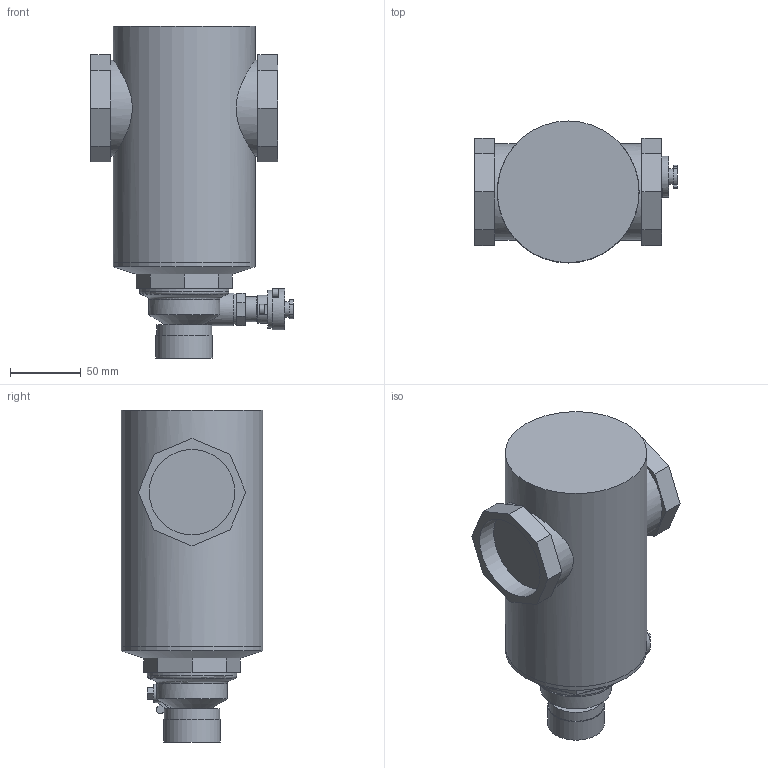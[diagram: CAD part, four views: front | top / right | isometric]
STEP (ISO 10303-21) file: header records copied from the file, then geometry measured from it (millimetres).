
FILE_DESCRIPTION(/* description */ (''),/* implementation_level */ '2;1');
FILE_NAME(/* name */ '3d_ExdirtD2M-9256650.stp',/* time_stamp */ '2020-07-23T08:19:21+02:00',/* author */ ('Andrzej'),/* organization */ (''),/* preprocessor_version */ 'ST-DEVELOPER v16.13',/* originating_system */ 'AutoCAD Mechanical',/* authorisation */ '');
FILE_SCHEMA (('AUTOMOTIVE_DESIGN { 1 0 10303 214 3 1 1 }'));
Length unit declared in the file: millimetre
Products named in the file (1): Product
Bounding box: 143 x 100 x 234.3 mm (x, y, z)
Volume: 1569247.1 mm3; surface area: 127124.7 mm2
Topology: 4 solids, 4 shells, 158 faces, 367 edges, 236 vertices
Faces by surface type: plane 108, cylinder 41, cone 7, torus 2
Full cylindrical faces by diameter (mm): 2 x1, 3 x1, 11 x1, 13 x1, 17 x1, 21.3 x1, 23 x1, 26 x1, 26.9 x1, 29 x1, 39 x1, 40 x1, 60.3 x2, 63 x1, 68 x2, 100 x2
Entity records: 4707 total; most frequent: CARTESIAN_POINT 1165, DIRECTION 736, ORIENTED_EDGE 668, EDGE_CURVE 334, AXIS2_PLACEMENT_3D 261, VERTEX_POINT 228, LINE 214, VECTOR 214
